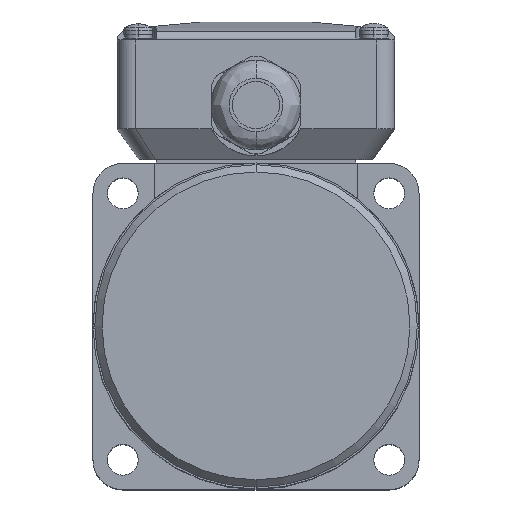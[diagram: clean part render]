
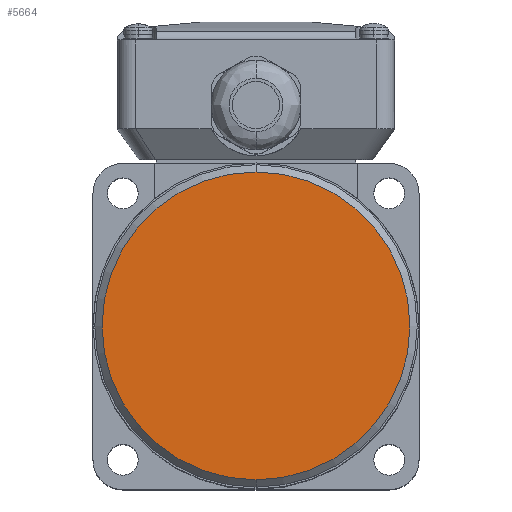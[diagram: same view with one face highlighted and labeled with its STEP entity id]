
A CAD part, top view. The second image highlights one B-rep face of the part: STEP entity #5664.
In plain terms, the highlighted planar face has unit normal (0, 0, 1).
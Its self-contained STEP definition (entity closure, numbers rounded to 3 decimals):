
#507 = PLANE ( 'NONE',  #3480 ) ;
#508 = CARTESIAN_POINT ( 'NONE',  ( 0., 44.5, 105. ) ) ;
#509 = DIRECTION ( 'NONE',  ( 0., 0., 1. ) ) ;
#510 = DIRECTION ( 'NONE',  ( 0., -1., 0. ) ) ;
#2090 = CARTESIAN_POINT ( 'NONE',  ( 0., 42.5, 105. ) ) ;
#2317 = EDGE_LOOP ( 'NONE', ( #8779, #8785 ) ) ;
#3045 = VERTEX_POINT ( 'NONE', #2090 ) ;
#3480 = AXIS2_PLACEMENT_3D ( 'NONE', #508, #509, #510 ) ;
#4031 = CIRCLE ( 'NONE', #4042, 42.5 ) ;
#4042 = AXIS2_PLACEMENT_3D ( 'NONE', #4585, #4586, #4587 ) ;
#4585 = CARTESIAN_POINT ( 'NONE',  ( 0., 0., 105. ) ) ;
#4586 = DIRECTION ( 'NONE',  ( 0., 0., -1. ) ) ;
#4587 = DIRECTION ( 'NONE',  ( 0., 1., 0. ) ) ;
#5271 = FACE_OUTER_BOUND ( 'NONE', #2317, .T. ) ;
#5664 = ADVANCED_FACE ( 'NONE', ( #5271 ), #507, .T. ) ;
#6153 = CARTESIAN_POINT ( 'NONE',  ( 0., 0., 105. ) ) ;
#6154 = DIRECTION ( 'NONE',  ( 0., 0., -1. ) ) ;
#6155 = DIRECTION ( 'NONE',  ( 0., 1., 0. ) ) ;
#6926 = CIRCLE ( 'NONE', #6944, 42.5 ) ;
#6944 = AXIS2_PLACEMENT_3D ( 'NONE', #6153, #6154, #6155 ) ;
#7314 = CARTESIAN_POINT ( 'NONE',  ( 0., -42.5, 105. ) ) ;
#7534 = EDGE_CURVE ( 'NONE', #3045, #8117, #4031, .T. ) ;
#8117 = VERTEX_POINT ( 'NONE', #7314 ) ;
#8779 = ORIENTED_EDGE ( 'NONE', *, *, #7534, .F. ) ;
#8785 = ORIENTED_EDGE ( 'NONE', *, *, #9117, .F. ) ;
#9117 = EDGE_CURVE ( 'NONE', #8117, #3045, #6926, .T. ) ;
